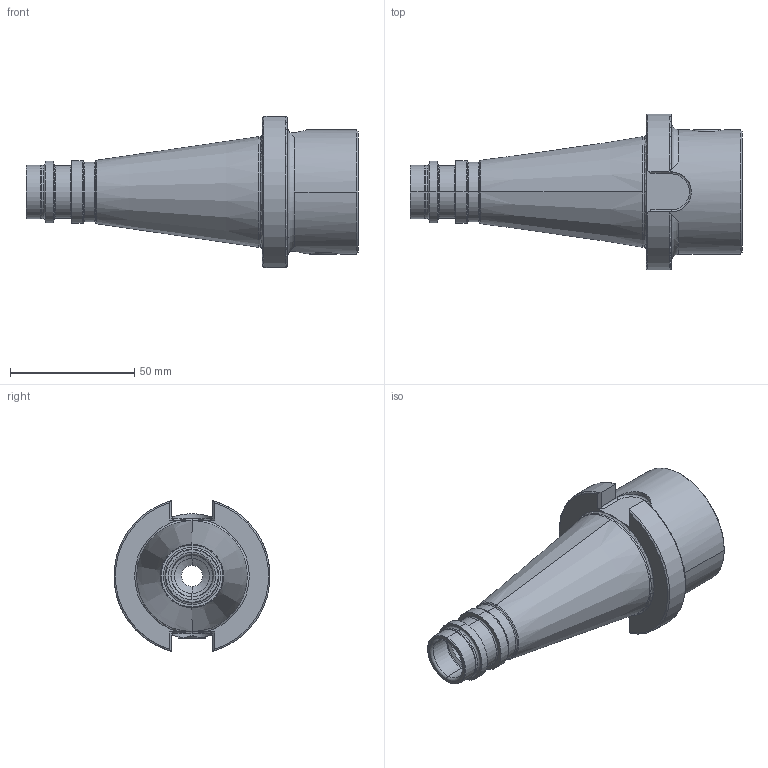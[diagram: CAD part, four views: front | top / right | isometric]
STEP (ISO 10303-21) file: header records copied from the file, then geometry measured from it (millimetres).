
FILE_DESCRIPTION (( 'STEP AP203' ), '1' );
FILE_NAME ('A54.400.050.040.STEP', '2024-08-09T06:42:58', ( '' ), ( '' ), 'SwSTEP 2.0', 'SolidWorks 2022', '' );
FILE_SCHEMA (( 'CONFIG_CONTROL_DESIGN' ));
Length unit declared in the file: millimetre
Products named in the file (3): SZ4-WH5.K01.040_B; A54.400.050.040; WH5-ER1.001.017
Assembly tree (3 placements, depth 2):
  A54.400.050.040
    SZ4-WH5.K01.040_B
    WH5-ER1.001.017  x2
Bounding box: 133.4 x 62.56 x 60.7 mm (x, y, z)
Volume: 131089.2 mm3; surface area: 29335.8 mm2
Topology: 3 solids, 3 shells, 178 faces, 409 edges, 236 vertices
Faces by surface type: plane 54, cylinder 49, torus 43, cone 32
Entity records: 5084 total; most frequent: CARTESIAN_POINT 1349, DIRECTION 777, ORIENTED_EDGE 690, EDGE_CURVE 345, AXIS2_PLACEMENT_3D 325, VERTEX_POINT 201, CIRCLE 169, EDGE_LOOP 158
